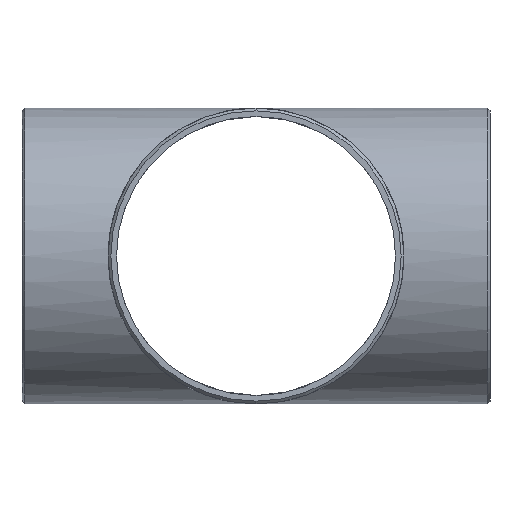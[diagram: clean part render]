
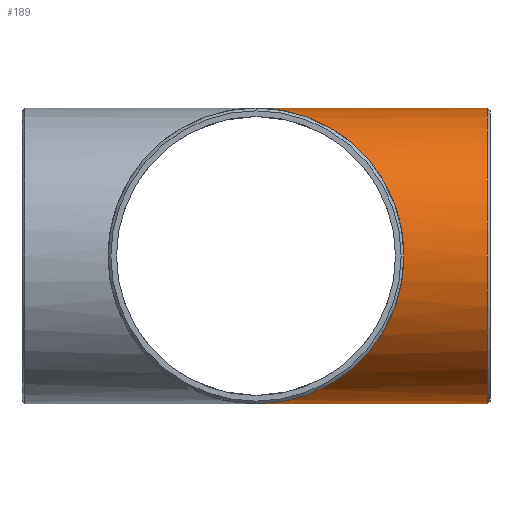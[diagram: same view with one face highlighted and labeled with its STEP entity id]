
A CAD part, left-side view. The second image highlights one B-rep face of the part: STEP entity #189.
In plain terms, the highlighted cylindrical face has radius 136.525 mm (diameter 273.05 mm), a partial arc.
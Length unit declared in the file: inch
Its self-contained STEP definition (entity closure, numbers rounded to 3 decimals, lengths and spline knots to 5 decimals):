
#34 = DIRECTION ( 'NONE',  ( 0., 1., 0. ) ) ;
#36 = CARTESIAN_POINT ( 'NONE',  ( -10.75, -10.75, -5.375 ) ) ;
#45 = AXIS2_PLACEMENT_3D ( 'NONE', #279, #578, #525 ) ;
#51 = CARTESIAN_POINT ( 'NONE',  ( 0., -8.5, 0. ) ) ;
#52 = ORIENTED_EDGE ( 'NONE', *, *, #801, .F. ) ;
#63 = VERTEX_POINT ( 'NONE', #770 ) ;
#129 = VERTEX_POINT ( 'NONE', #790 ) ;
#165 = CARTESIAN_POINT ( 'NONE',  ( -10.75, -10.75, 5.375 ) ) ;
#189 = ADVANCED_FACE ( 'NONE', ( #221 ), #711, .T. ) ;
#221 = FACE_OUTER_BOUND ( 'NONE', #564, .T. ) ;
#245 = AXIS2_PLACEMENT_3D ( 'NONE', #51, #34, #548 ) ;
#248 = VECTOR ( 'NONE', #675, 39.37008 ) ;
#279 = CARTESIAN_POINT ( 'NONE',  ( 0., -8.39767, 0. ) ) ;
#346 = CARTESIAN_POINT ( 'NONE',  ( 0., 0., 5.375 ) ) ;
#380 = CARTESIAN_POINT ( 'NONE',  ( 0., -8.5, -5.375 ) ) ;
#386 = VERTEX_POINT ( 'NONE', #586 ) ;
#394 = CARTESIAN_POINT ( 'NONE',  ( 0., 0., -5.375 ) ) ;
#415 =( BOUNDED_CURVE ( )  B_SPLINE_CURVE ( 3, ( #394, #36, #165, #346 ),
 .UNSPECIFIED., .F., .T. ) 
 B_SPLINE_CURVE_WITH_KNOTS ( ( 4, 4 ),
 ( 4.71239, 7.85398 ),
 .UNSPECIFIED. ) 
 CURVE ( )  GEOMETRIC_REPRESENTATION_ITEM ( )  RATIONAL_B_SPLINE_CURVE ( ( 1., 0.333, 0.333, 1. ) ) 
 REPRESENTATION_ITEM ( '' )  );
#437 = ORIENTED_EDGE ( 'NONE', *, *, #796, .T. ) ;
#455 = CARTESIAN_POINT ( 'NONE',  ( 0., -8.5, 5.375 ) ) ;
#489 = VERTEX_POINT ( 'NONE', #515 ) ;
#499 = EDGE_CURVE ( 'NONE', #129, #63, #632, .T. ) ;
#515 = CARTESIAN_POINT ( 'NONE',  ( 0., 0., -5.375 ) ) ;
#525 = DIRECTION ( 'NONE',  ( 0., 0., -1. ) ) ;
#548 = DIRECTION ( 'NONE',  ( 0., 0., -1. ) ) ;
#564 = EDGE_LOOP ( 'NONE', ( #437, #635, #52, #577 ) ) ;
#577 = ORIENTED_EDGE ( 'NONE', *, *, #681, .F. ) ;
#578 = DIRECTION ( 'NONE',  ( 0., 1., 0. ) ) ;
#586 = CARTESIAN_POINT ( 'NONE',  ( 0., -8.39767, -5.375 ) ) ;
#632 = LINE ( 'NONE', #455, #684 ) ;
#635 = ORIENTED_EDGE ( 'NONE', *, *, #499, .T. ) ;
#675 = DIRECTION ( 'NONE',  ( 0., 1., 0. ) ) ;
#681 = EDGE_CURVE ( 'NONE', #386, #489, #761, .T. ) ;
#684 = VECTOR ( 'NONE', #701, 39.37008 ) ;
#701 = DIRECTION ( 'NONE',  ( 0., 1., 0. ) ) ;
#711 = CYLINDRICAL_SURFACE ( 'NONE', #245, 5.375 ) ;
#761 = LINE ( 'NONE', #380, #248 ) ;
#770 = CARTESIAN_POINT ( 'NONE',  ( 0., 0., 5.375 ) ) ;
#784 = CIRCLE ( 'NONE', #45, 5.375 ) ;
#790 = CARTESIAN_POINT ( 'NONE',  ( 0., -8.39767, 5.375 ) ) ;
#796 = EDGE_CURVE ( 'NONE', #386, #129, #784, .T. ) ;
#801 = EDGE_CURVE ( 'NONE', #489, #63, #415, .T. ) ;
